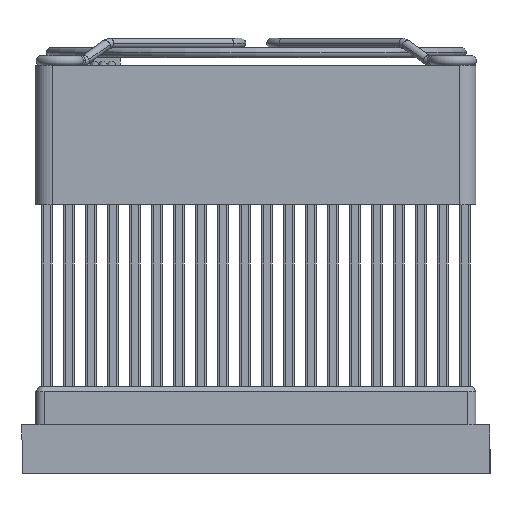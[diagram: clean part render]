
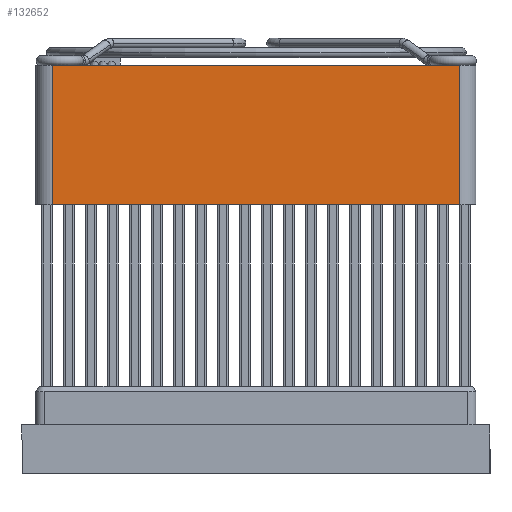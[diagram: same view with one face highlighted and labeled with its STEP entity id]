
A CAD part, front view. The second image highlights one B-rep face of the part: STEP entity #132652.
In plain terms, the highlighted planar face has unit normal (0, -1, 0).
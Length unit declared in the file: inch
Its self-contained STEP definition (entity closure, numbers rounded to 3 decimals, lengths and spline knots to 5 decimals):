
#4832 = VERTEX_POINT ( 'NONE', #155122 ) ;
#10299 = EDGE_CURVE ( 'NONE', #117537, #4832, #18450, .T. ) ;
#11229 = LINE ( 'NONE', #100785, #108867 ) ;
#18450 = LINE ( 'NONE', #21378, #133920 ) ;
#21378 = CARTESIAN_POINT ( 'NONE',  ( -2.02312, -2.83783, 1.94877 ) ) ;
#23841 = CARTESIAN_POINT ( 'NONE',  ( -2.14123, -2.83783, 1.94877 ) ) ;
#26027 = DIRECTION ( 'NONE',  ( 0., 0., 1. ) ) ;
#53885 = CARTESIAN_POINT ( 'NONE',  ( -2.14123, -2.83783, 0.94877 ) ) ;
#53902 = DIRECTION ( 'NONE',  ( 0., 1., 0. ) ) ;
#58438 = LINE ( 'NONE', #53885, #155732 ) ;
#61155 = CARTESIAN_POINT ( 'NONE',  ( 0.89026, -2.83783, 1.94877 ) ) ;
#70574 = FACE_OUTER_BOUND ( 'NONE', #90369, .T. ) ;
#71032 = CARTESIAN_POINT ( 'NONE',  ( 0.89026, -2.83783, 0.94877 ) ) ;
#72267 = DIRECTION ( 'NONE',  ( 1., 0., 0. ) ) ;
#75256 = CARTESIAN_POINT ( 'NONE',  ( -2.02312, -2.83783, 1.94877 ) ) ;
#83951 = DIRECTION ( 'NONE',  ( 1., 0., 0. ) ) ;
#84470 = DIRECTION ( 'NONE',  ( -1., 0., 0. ) ) ;
#84932 = ORIENTED_EDGE ( 'NONE', *, *, #105930, .T. ) ;
#90369 = EDGE_LOOP ( 'NONE', ( #167556, #169422, #158990, #84932 ) ) ;
#100785 = CARTESIAN_POINT ( 'NONE',  ( 0.89026, -2.83783, 1.94877 ) ) ;
#105930 = EDGE_CURVE ( 'NONE', #135310, #117305, #11229, .T. ) ;
#108867 = VECTOR ( 'NONE', #26027, 39.37008 ) ;
#117305 = VERTEX_POINT ( 'NONE', #61155 ) ;
#117537 = VERTEX_POINT ( 'NONE', #75256 ) ;
#130599 = VECTOR ( 'NONE', #83951, 39.37008 ) ;
#132652 = ADVANCED_FACE ( 'NONE', ( #70574 ), #175090, .F. ) ;
#133920 = VECTOR ( 'NONE', #137774, 39.37008 ) ;
#135310 = VERTEX_POINT ( 'NONE', #71032 ) ;
#137774 = DIRECTION ( 'NONE',  ( 0., 0., -1. ) ) ;
#151497 = EDGE_CURVE ( 'NONE', #4832, #135310, #58438, .T. ) ;
#155122 = CARTESIAN_POINT ( 'NONE',  ( -2.02312, -2.83783, 0.94877 ) ) ;
#155732 = VECTOR ( 'NONE', #72267, 39.37008 ) ;
#158990 = ORIENTED_EDGE ( 'NONE', *, *, #151497, .T. ) ;
#159399 = CARTESIAN_POINT ( 'NONE',  ( -2.14123, -2.83783, 1.94877 ) ) ;
#166317 = EDGE_CURVE ( 'NONE', #117537, #117305, #172631, .T. ) ;
#167500 = AXIS2_PLACEMENT_3D ( 'NONE', #159399, #53902, #84470 ) ;
#167556 = ORIENTED_EDGE ( 'NONE', *, *, #166317, .F. ) ;
#169422 = ORIENTED_EDGE ( 'NONE', *, *, #10299, .T. ) ;
#172631 = LINE ( 'NONE', #23841, #130599 ) ;
#175090 = PLANE ( 'NONE',  #167500 ) ;
